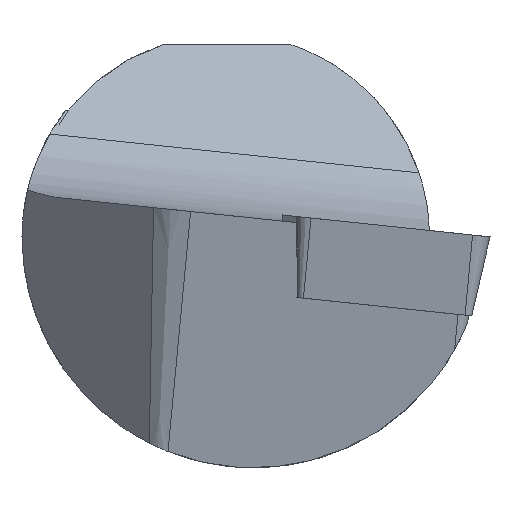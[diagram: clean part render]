
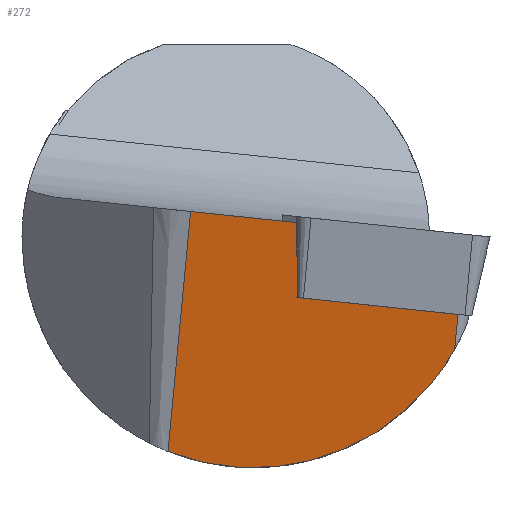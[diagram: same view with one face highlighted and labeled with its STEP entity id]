
A CAD part, left-side view. The second image highlights one B-rep face of the part: STEP entity #272.
In plain terms, the highlighted planar face has unit normal (-0.989, 0.098, -0.112).
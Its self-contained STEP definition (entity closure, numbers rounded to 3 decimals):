
#129=PLANE('',#650);
#155=FACE_OUTER_BOUND('',#312,.T.);
#181=LINE('',#911,#220);
#183=LINE('',#920,#222);
#188=LINE('',#977,#227);
#189=LINE('',#979,#228);
#190=LINE('',#981,#229);
#220=VECTOR('',#718,1.);
#222=VECTOR('',#728,1.);
#227=VECTOR('',#745,1.);
#228=VECTOR('',#748,1.);
#229=VECTOR('',#749,1.);
#259=ELLIPSE('',#649,11.529,11.4);
#272=ADVANCED_FACE('',(#155),#129,.F.);
#312=EDGE_LOOP('',(#408,#409,#410,#411,#412,#413));
#408=ORIENTED_EDGE('',*,*,#580,.T.);
#409=ORIENTED_EDGE('',*,*,#581,.T.);
#410=ORIENTED_EDGE('',*,*,#565,.F.);
#411=ORIENTED_EDGE('',*,*,#579,.F.);
#412=ORIENTED_EDGE('',*,*,#582,.T.);
#413=ORIENTED_EDGE('',*,*,#569,.T.);
#507=VERTEX_POINT('',#902);
#511=VERTEX_POINT('',#910);
#514=VERTEX_POINT('',#919);
#515=VERTEX_POINT('',#921);
#519=VERTEX_POINT('',#976);
#520=VERTEX_POINT('',#980);
#565=EDGE_CURVE('',#511,#507,#181,.T.);
#569=EDGE_CURVE('',#515,#514,#183,.T.);
#579=EDGE_CURVE('',#519,#511,#188,.T.);
#580=EDGE_CURVE('',#514,#520,#189,.T.);
#581=EDGE_CURVE('',#520,#507,#190,.T.);
#582=EDGE_CURVE('',#519,#515,#259,.T.);
#649=AXIS2_PLACEMENT_3D('',#982,#750,#751);
#650=AXIS2_PLACEMENT_3D('',#983,#752,#753);
#718=DIRECTION('',(-0.086,-0.991,-0.104));
#728=DIRECTION('',(-0.121,-0.093,0.988));
#745=DIRECTION('',(-0.121,-0.093,0.988));
#748=DIRECTION('',(0.086,0.991,0.104));
#749=DIRECTION('',(-0.112,0.008,0.994));
#750=DIRECTION('',(-0.989,0.098,-0.112));
#751=DIRECTION('',(-0.149,-0.65,0.745));
#752=DIRECTION('',(0.989,-0.098,0.112));
#753=DIRECTION('',(0.113,0.,-0.994));
#902=CARTESIAN_POINT('',(0.89,-3.49,0.696));
#910=CARTESIAN_POINT('',(1.349,1.777,1.25));
#911=CARTESIAN_POINT('',(2.132,10.764,2.194));
#919=CARTESIAN_POINT('',(0.618,-11.417,-3.827));
#920=CARTESIAN_POINT('',(0.133,-11.79,0.126));
#921=CARTESIAN_POINT('',(0.831,-11.253,-5.558));
#976=CARTESIAN_POINT('',(2.805,2.896,-10.6));
#977=CARTESIAN_POINT('',(1.312,1.749,1.549));
#979=CARTESIAN_POINT('',(1.798,2.122,-2.404));
#980=CARTESIAN_POINT('',(1.306,-3.52,-2.997));
#981=CARTESIAN_POINT('',(0.796,-3.484,1.532));
#982=CARTESIAN_POINT('',(1.186,-1.3,0.));
#983=CARTESIAN_POINT('',(1.312,1.749,1.549));
